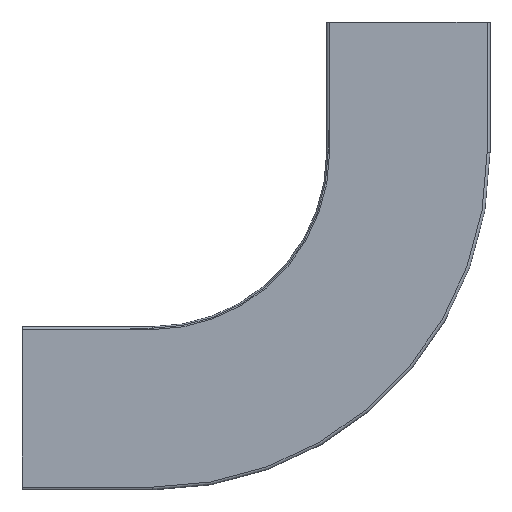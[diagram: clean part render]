
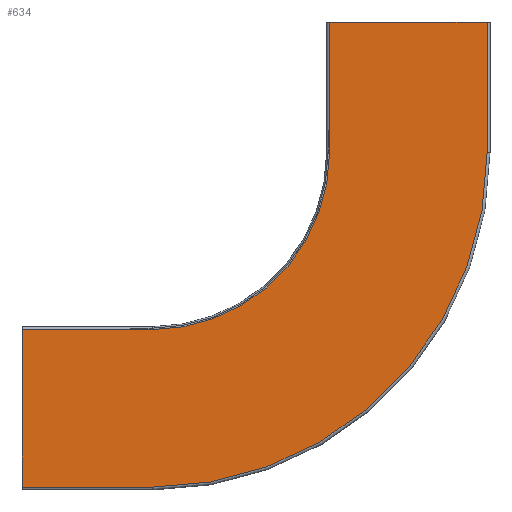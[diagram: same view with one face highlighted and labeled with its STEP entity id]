
A CAD part, left-side view. The second image highlights one B-rep face of the part: STEP entity #634.
In plain terms, the highlighted planar face has unit normal (-1, 0, 0).
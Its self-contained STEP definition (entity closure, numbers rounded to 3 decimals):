
#7=DIRECTION('',(0.,-1.,0.));
#8=VECTOR('',#7,109.);
#9=CARTESIAN_POINT('',(-1.5,57.71,-8.96));
#10=LINE('',#9,#8);
#120=DIRECTION('',(0.,0.,1.));
#121=VECTOR('',#120,90.);
#122=CARTESIAN_POINT('',(-1.5,57.71,-98.96));
#123=LINE('',#122,#121);
#128=CARTESIAN_POINT('',(-1.5,180.46,-98.96));
#129=DIRECTION('',(-1.,0.,0.));
#130=DIRECTION('',(0.,0.,-1.));
#131=AXIS2_PLACEMENT_3D('',#128,#129,#130);
#133=DIRECTION('',(0.,0.,-1.));
#134=VECTOR('',#133,109.);
#135=CARTESIAN_POINT('',(-1.5,270.46,-221.71));
#136=LINE('',#135,#134);
#137=CARTESIAN_POINT('',(-1.5,180.46,-98.96));
#138=DIRECTION('',(1.,0.,0.));
#139=DIRECTION('',(0.,-1.,0.));
#140=AXIS2_PLACEMENT_3D('',#137,#138,#139);
#146=DIRECTION('',(0.,0.,-1.));
#147=VECTOR('',#146,90.);
#148=CARTESIAN_POINT('',(-1.5,-51.29,-8.96));
#149=LINE('',#148,#147);
#303=DIRECTION('',(0.,-1.,0.));
#304=VECTOR('',#303,90.);
#305=CARTESIAN_POINT('',(-1.5,270.46,-221.71));
#306=LINE('',#305,#304);
#315=DIRECTION('',(0.,1.,0.));
#316=VECTOR('',#315,90.);
#317=CARTESIAN_POINT('',(-1.5,180.46,-330.71));
#318=LINE('',#317,#316);
#338=CARTESIAN_POINT('',(-1.5,-51.29,-8.96));
#339=VERTEX_POINT('',#338);
#340=CARTESIAN_POINT('',(-1.5,57.71,-8.96));
#341=VERTEX_POINT('',#340);
#388=CARTESIAN_POINT('',(-1.5,-51.29,-98.96));
#389=VERTEX_POINT('',#388);
#390=CARTESIAN_POINT('',(-1.5,180.46,-330.71));
#391=VERTEX_POINT('',#390);
#392=CARTESIAN_POINT('',(-1.5,270.46,-330.71));
#393=VERTEX_POINT('',#392);
#394=CARTESIAN_POINT('',(-1.5,270.46,-221.71));
#395=VERTEX_POINT('',#394);
#396=CARTESIAN_POINT('',(-1.5,180.46,-221.71));
#397=VERTEX_POINT('',#396);
#398=CARTESIAN_POINT('',(-1.5,57.71,-98.96));
#399=VERTEX_POINT('',#398);
#613=CARTESIAN_POINT('',(-1.5,57.71,-8.96));
#614=DIRECTION('',(-1.,0.,0.));
#615=DIRECTION('',(0.,1.,0.));
#616=AXIS2_PLACEMENT_3D('',#613,#614,#615);
#617=PLANE('',#616);
#618=ORIENTED_EDGE('',*,*,#441,.T.);
#620=ORIENTED_EDGE('',*,*,#619,.T.);
#622=ORIENTED_EDGE('',*,*,#621,.F.);
#624=ORIENTED_EDGE('',*,*,#623,.T.);
#626=ORIENTED_EDGE('',*,*,#625,.F.);
#628=ORIENTED_EDGE('',*,*,#627,.T.);
#630=ORIENTED_EDGE('',*,*,#629,.F.);
#631=ORIENTED_EDGE('',*,*,#605,.T.);
#632=EDGE_LOOP('',(#618,#620,#622,#624,#626,#628,#630,#631));
#633=FACE_OUTER_BOUND('',#632,.F.);
#634=ADVANCED_FACE('',(#633),#617,.T.);
#132=CIRCLE('',#131,231.75);
#141=CIRCLE('',#140,122.75);
#441=EDGE_CURVE('',#341,#339,#10,.T.);
#605=EDGE_CURVE('',#399,#341,#123,.T.);
#619=EDGE_CURVE('',#339,#389,#149,.T.);
#621=EDGE_CURVE('',#391,#389,#132,.T.);
#623=EDGE_CURVE('',#391,#393,#318,.T.);
#625=EDGE_CURVE('',#395,#393,#136,.T.);
#627=EDGE_CURVE('',#395,#397,#306,.T.);
#629=EDGE_CURVE('',#399,#397,#141,.T.);
